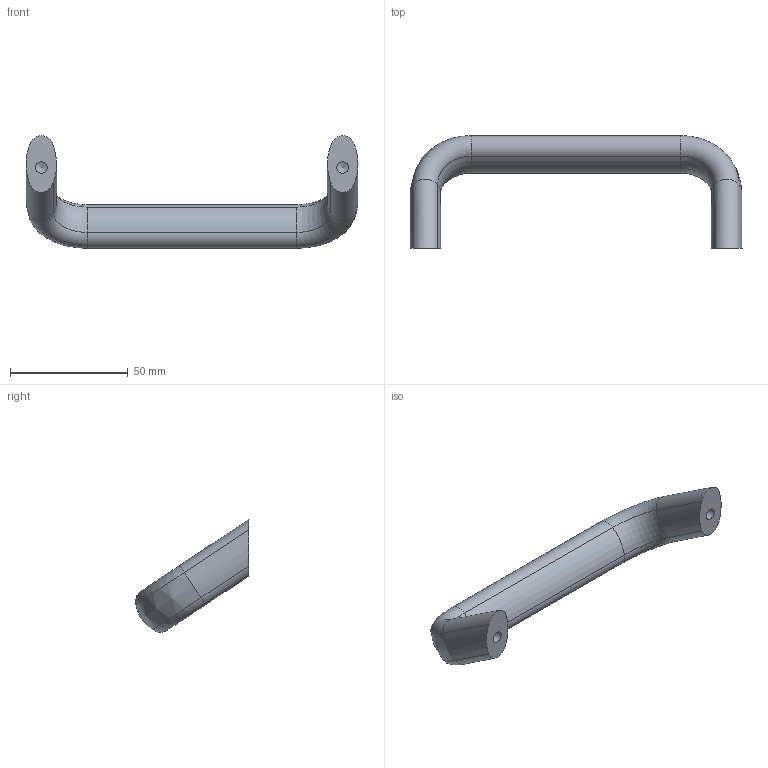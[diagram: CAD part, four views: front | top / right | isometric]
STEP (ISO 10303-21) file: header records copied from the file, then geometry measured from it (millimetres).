
FILE_DESCRIPTION((''),'2;1');
FILE_NAME('SZ0850N-A.stp','2013-08-27T13:23:25',('janine behrens'),(''),'Autodesk Inventor 2012','Autodesk Inventor 2012','');
FILE_SCHEMA(('AUTOMOTIVE_DESIGN { 1 0 10303 214 1 1 1 1 }'));
Length unit declared in the file: millimetre
Products named in the file (1): SZ0850N-A
Bounding box: 141 x 47.99 x 47.78 mm (x, y, z)
Volume: 43003.1 mm3; surface area: 11874.6 mm2
Topology: 1 solids, 1 shells, 26 faces, 56 edges, 32 vertices
Faces by surface type: cylinder 14, torus 6, cone 2, plane 2, bspline 2
Full cylindrical faces by diameter (mm): 4.917 x2
Entity records: 827 total; most frequent: CARTESIAN_POINT 227, DIRECTION 134, ORIENTED_EDGE 96, AXIS2_PLACEMENT_3D 61, EDGE_CURVE 48, EDGE_LOOP 30, VERTEX_POINT 28, CIRCLE 28
